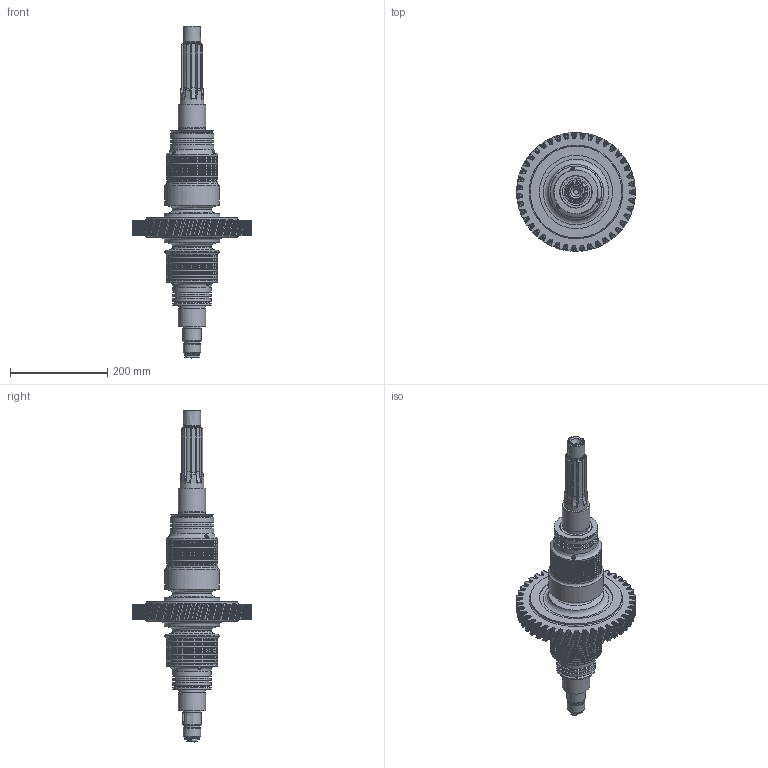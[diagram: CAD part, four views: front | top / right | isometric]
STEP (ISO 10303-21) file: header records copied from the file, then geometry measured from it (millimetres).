
FILE_DESCRIPTION(('FreeCAD Model'),'2;1');
FILE_NAME('Open CASCADE Shape Model','2025-04-27T01:50:22',('FreeCAD'),( 'FreeCAD'),'Open CASCADE STEP processor 7.6','FreeCAD','Unknown');
FILE_SCHEMA(('AUTOMOTIVE_DESIGN { 1 0 10303 214 1 1 1 1 }'));
Products named in the file (1): Open CASCADE STEP translator 7.6 1
Bounding box: 244.88 x 244.85 x 683.99 mm (x, y, z)
Volume: 3860644.8 mm3; surface area: 454836.4 mm2
Topology: 5 solids, 5 shells, 3000 faces, 8614 edges, 5663 vertices
Faces by surface type: bspline 3000
Entity records: 915150 total; most frequent: CARTESIAN_POINT 868169, ORIENTED_EDGE 17226, EDGE_CURVE 8613, B_SPLINE_CURVE_WITH_KNOTS 6239, VERTEX_POINT 5663, FACE_BOUND 3060, EDGE_LOOP 3060, ADVANCED_FACE 3000
